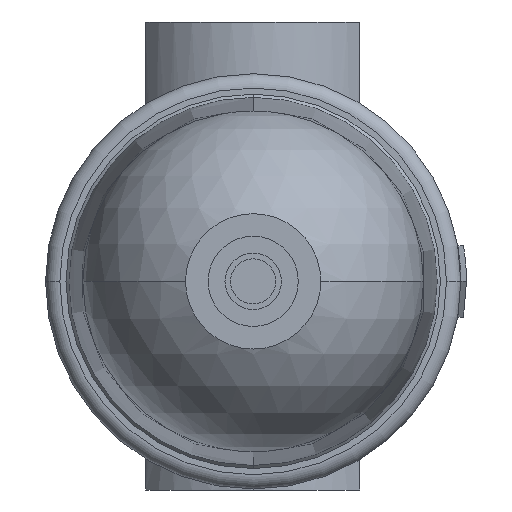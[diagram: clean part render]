
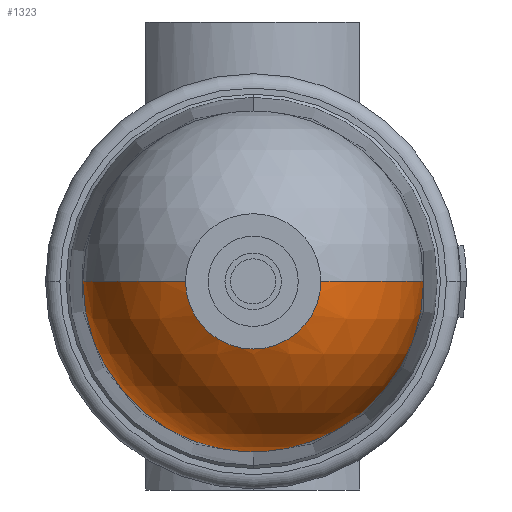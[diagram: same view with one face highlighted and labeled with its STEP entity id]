
A CAD part, front view. The second image highlights one B-rep face of the part: STEP entity #1323.
In plain terms, the highlighted spherical face has radius 15.113 mm.
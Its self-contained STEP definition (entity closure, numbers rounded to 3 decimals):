
#39 = DIRECTION ( 'NONE',  ( 0., 1., 0. ) ) ;
#58 = CARTESIAN_POINT ( 'NONE',  ( 0., -59.142, 0. ) ) ;
#87 = AXIS2_PLACEMENT_3D ( 'NONE', #58, #2291, #2983 ) ;
#127 = DIRECTION ( 'NONE',  ( 0., 1., 0. ) ) ;
#160 = CARTESIAN_POINT ( 'NONE',  ( 0., -59.142, 0. ) ) ;
#234 = AXIS2_PLACEMENT_3D ( 'NONE', #160, #928, #255 ) ;
#255 = DIRECTION ( 'NONE',  ( 1., 0., 0. ) ) ;
#391 = ORIENTED_EDGE ( 'NONE', *, *, #474, .T. ) ;
#441 = CARTESIAN_POINT ( 'NONE',  ( 0., -73.013, 0. ) ) ;
#474 = EDGE_CURVE ( 'NONE', #2329, #2132, #3846, .T. ) ;
#667 = VERTEX_POINT ( 'NONE', #2431 ) ;
#795 = ORIENTED_EDGE ( 'NONE', *, *, #1291, .F. ) ;
#847 = SPHERICAL_SURFACE ( 'NONE', #87, 15.113 ) ;
#928 = DIRECTION ( 'NONE',  ( 0., 0., 1. ) ) ;
#1010 = DIRECTION ( 'NONE',  ( 0., 1., 0. ) ) ;
#1043 = ORIENTED_EDGE ( 'NONE', *, *, #3676, .F. ) ;
#1200 = CARTESIAN_POINT ( 'NONE',  ( 0., -59.508, 0. ) ) ;
#1291 = EDGE_CURVE ( 'NONE', #2980, #3640, #2660, .T. ) ;
#1323 = ADVANCED_FACE ( 'NONE', ( #2223 ), #847, .T. ) ;
#1345 = EDGE_CURVE ( 'NONE', #667, #2329, #3791, .T. ) ;
#1453 = AXIS2_PLACEMENT_3D ( 'NONE', #1200, #39, #2244 ) ;
#1740 = DIRECTION ( 'NONE',  ( 0., 0., 1. ) ) ;
#1861 = CARTESIAN_POINT ( 'NONE',  ( -15.109, -59.508, 0. ) ) ;
#2005 = ORIENTED_EDGE ( 'NONE', *, *, #2656, .F. ) ;
#2007 = DIRECTION ( 'NONE',  ( 0., 0., -1. ) ) ;
#2132 = VERTEX_POINT ( 'NONE', #1861 ) ;
#2223 = FACE_OUTER_BOUND ( 'NONE', #4014, .T. ) ;
#2244 = DIRECTION ( 'NONE',  ( 0., 0., 1. ) ) ;
#2291 = DIRECTION ( 'NONE',  ( 0., 0., 1. ) ) ;
#2329 = VERTEX_POINT ( 'NONE', #3793 ) ;
#2379 = CARTESIAN_POINT ( 'NONE',  ( 0., -59.508, 0. ) ) ;
#2431 = CARTESIAN_POINT ( 'NONE',  ( 6., -73.013, 0. ) ) ;
#2656 = EDGE_CURVE ( 'NONE', #3640, #2132, #4263, .T. ) ;
#2660 = CIRCLE ( 'NONE', #1453, 15.109 ) ;
#2739 = CIRCLE ( 'NONE', #234, 15.113 ) ;
#2980 = VERTEX_POINT ( 'NONE', #4146 ) ;
#2983 = DIRECTION ( 'NONE',  ( -1., 0., 0. ) ) ;
#3309 = ORIENTED_EDGE ( 'NONE', *, *, #1345, .T. ) ;
#3334 = DIRECTION ( 'NONE',  ( 0., 0., 1. ) ) ;
#3405 = CARTESIAN_POINT ( 'NONE',  ( 0., -59.508, -15.109 ) ) ;
#3406 = AXIS2_PLACEMENT_3D ( 'NONE', #2379, #1010, #1740 ) ;
#3441 = DIRECTION ( 'NONE',  ( -1., 0., 0. ) ) ;
#3461 = AXIS2_PLACEMENT_3D ( 'NONE', #3519, #2007, #3441 ) ;
#3519 = CARTESIAN_POINT ( 'NONE',  ( 0., -59.142, 0. ) ) ;
#3640 = VERTEX_POINT ( 'NONE', #3405 ) ;
#3676 = EDGE_CURVE ( 'NONE', #667, #2980, #2739, .T. ) ;
#3791 = CIRCLE ( 'NONE', #4476, 6. ) ;
#3793 = CARTESIAN_POINT ( 'NONE',  ( -6., -73.013, 0. ) ) ;
#3846 = CIRCLE ( 'NONE', #3461, 15.113 ) ;
#4014 = EDGE_LOOP ( 'NONE', ( #1043, #3309, #391, #2005, #795 ) ) ;
#4146 = CARTESIAN_POINT ( 'NONE',  ( 15.109, -59.508, 0. ) ) ;
#4263 = CIRCLE ( 'NONE', #3406, 15.109 ) ;
#4476 = AXIS2_PLACEMENT_3D ( 'NONE', #441, #127, #3334 ) ;
